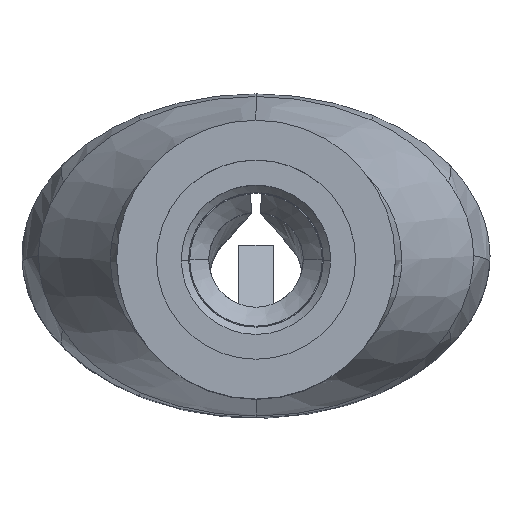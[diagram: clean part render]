
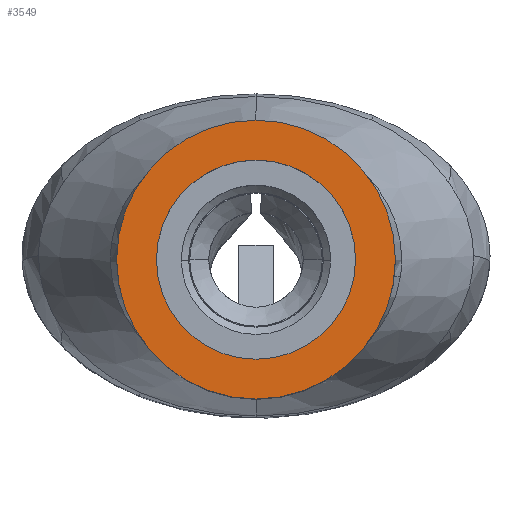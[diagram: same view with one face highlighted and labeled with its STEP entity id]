
A CAD part, top view. The second image highlights one B-rep face of the part: STEP entity #3549.
In plain terms, the highlighted planar face has unit normal (0, 0, 1).
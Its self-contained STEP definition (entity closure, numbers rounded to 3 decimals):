
#82 = CIRCLE ( 'NONE', #1785, 2. ) ;
#286 = EDGE_CURVE ( 'NONE', #3490, #2164, #3073, .T. ) ;
#627 = AXIS2_PLACEMENT_3D ( 'NONE', #2528, #4555, #3128 ) ;
#659 = CARTESIAN_POINT ( 'NONE',  ( 0., 3.347, 20.65 ) ) ;
#844 = DIRECTION ( 'NONE',  ( -1., 0., 0. ) ) ;
#976 = DIRECTION ( 'NONE',  ( 0., 0., -1. ) ) ;
#1005 = EDGE_CURVE ( 'NONE', #5720, #5732, #5405, .T. ) ;
#1785 = AXIS2_PLACEMENT_3D ( 'NONE', #6498, #3858, #5874 ) ;
#1899 = AXIS2_PLACEMENT_3D ( 'NONE', #2983, #976, #844 ) ;
#2164 = VERTEX_POINT ( 'NONE', #2999 ) ;
#2289 = EDGE_CURVE ( 'NONE', #5732, #5720, #82, .T. ) ;
#2435 = EDGE_LOOP ( 'NONE', ( #4955, #4824 ) ) ;
#2528 = CARTESIAN_POINT ( 'NONE',  ( 0., 1.347, 20.65 ) ) ;
#2696 = DIRECTION ( 'NONE',  ( 0., 0., 1. ) ) ;
#2954 = CIRCLE ( 'NONE', #4761, 2.8 ) ;
#2983 = CARTESIAN_POINT ( 'NONE',  ( 0., 1.347, 20.65 ) ) ;
#2999 = CARTESIAN_POINT ( 'NONE',  ( -2.8, 1.347, 20.65 ) ) ;
#3060 = AXIS2_PLACEMENT_3D ( 'NONE', #659, #2696, #5154 ) ;
#3073 = CIRCLE ( 'NONE', #1899, 2.8 ) ;
#3128 = DIRECTION ( 'NONE',  ( -1., 0., 0. ) ) ;
#3469 = CARTESIAN_POINT ( 'NONE',  ( 2., 1.347, 20.65 ) ) ;
#3490 = VERTEX_POINT ( 'NONE', #3728 ) ;
#3549 = ADVANCED_FACE ( 'NONE', ( #4193, #4164 ), #3691, .T. ) ;
#3691 = PLANE ( 'NONE',  #3060 ) ;
#3728 = CARTESIAN_POINT ( 'NONE',  ( 2.8, 1.347, 20.65 ) ) ;
#3739 = EDGE_LOOP ( 'NONE', ( #6442, #6200 ) ) ;
#3858 = DIRECTION ( 'NONE',  ( 0., 0., -1. ) ) ;
#3950 = DIRECTION ( 'NONE',  ( -1., 0., 0. ) ) ;
#4164 = FACE_OUTER_BOUND ( 'NONE', #2435, .T. ) ;
#4192 = EDGE_CURVE ( 'NONE', #2164, #3490, #2954, .T. ) ;
#4193 = FACE_BOUND ( 'NONE', #3739, .T. ) ;
#4446 = DIRECTION ( 'NONE',  ( 0., 0., -1. ) ) ;
#4555 = DIRECTION ( 'NONE',  ( 0., 0., -1. ) ) ;
#4630 = CARTESIAN_POINT ( 'NONE',  ( 0., 1.347, 20.65 ) ) ;
#4761 = AXIS2_PLACEMENT_3D ( 'NONE', #4630, #4446, #3950 ) ;
#4824 = ORIENTED_EDGE ( 'NONE', *, *, #286, .F. ) ;
#4955 = ORIENTED_EDGE ( 'NONE', *, *, #4192, .F. ) ;
#5154 = DIRECTION ( 'NONE',  ( 1., 0., 0. ) ) ;
#5405 = CIRCLE ( 'NONE', #627, 2. ) ;
#5720 = VERTEX_POINT ( 'NONE', #6509 ) ;
#5732 = VERTEX_POINT ( 'NONE', #3469 ) ;
#5874 = DIRECTION ( 'NONE',  ( -1., 0., 0. ) ) ;
#6200 = ORIENTED_EDGE ( 'NONE', *, *, #2289, .T. ) ;
#6442 = ORIENTED_EDGE ( 'NONE', *, *, #1005, .T. ) ;
#6498 = CARTESIAN_POINT ( 'NONE',  ( 0., 1.347, 20.65 ) ) ;
#6509 = CARTESIAN_POINT ( 'NONE',  ( -2., 1.347, 20.65 ) ) ;
